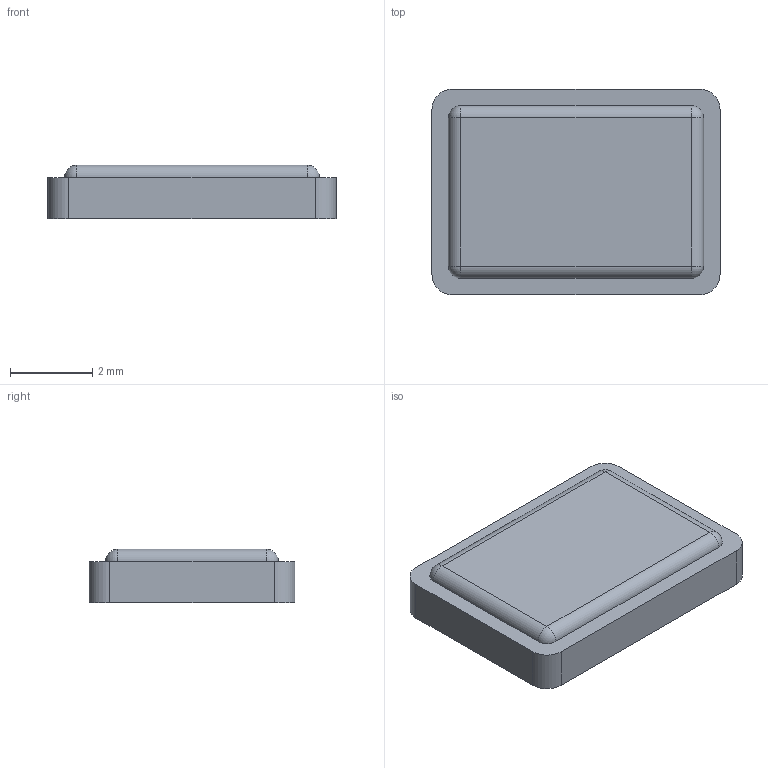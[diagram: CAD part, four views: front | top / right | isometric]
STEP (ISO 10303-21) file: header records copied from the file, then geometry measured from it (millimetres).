
FILE_DESCRIPTION (( 'STEP AP214' ), '1' );
FILE_NAME ('KX-13.STEP', '2022-10-22T04:53:04', ( '' ), ( '' ), 'SwSTEP 2.0', 'SolidWorks 2019', '' );
FILE_SCHEMA (( 'AUTOMOTIVE_DESIGN' ));
Length unit declared in the file: millimetre
Products named in the file (1): KX-13
Bounding box: 7 x 5 x 1.3 mm (x, y, z)
Volume: 42.2 mm3; surface area: 96.1 mm2
Topology: 1 solids, 1 shells, 19 faces, 48 edges, 28 vertices
Faces by surface type: cylinder 8, plane 7, sphere 4
Entity records: 580 total; most frequent: DIRECTION 104, CARTESIAN_POINT 92, ORIENTED_EDGE 88, EDGE_CURVE 44, AXIS2_PLACEMENT_3D 40, VERTEX_POINT 28, VECTOR 24, LINE 24
